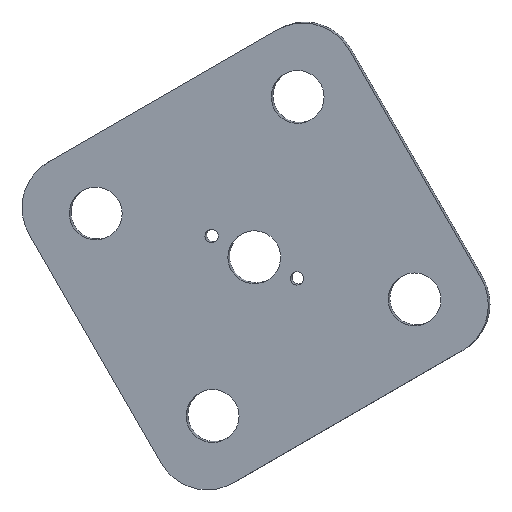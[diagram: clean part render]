
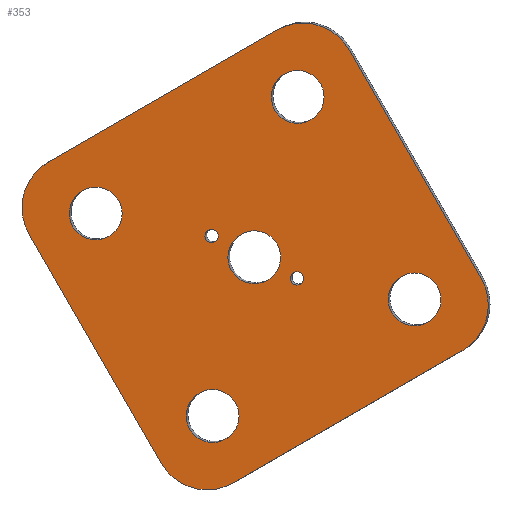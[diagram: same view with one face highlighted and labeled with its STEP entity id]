
A CAD part, front view. The second image highlights one B-rep face of the part: STEP entity #353.
In plain terms, the highlighted planar face has unit normal (-0.063, -0.997, -0.036).
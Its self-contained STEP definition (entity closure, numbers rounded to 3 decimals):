
#15=FACE_BOUND('',#59,.T.);
#16=FACE_BOUND('',#60,.T.);
#17=FACE_BOUND('',#61,.T.);
#18=FACE_BOUND('',#62,.T.);
#19=FACE_BOUND('',#63,.T.);
#20=FACE_BOUND('',#64,.T.);
#21=FACE_BOUND('',#65,.T.);
#30=PLANE('',#404);
#41=FACE_OUTER_BOUND('',#58,.T.);
#58=EDGE_LOOP('',(#266,#267,#268,#269,#270,#271,#272,#273));
#59=EDGE_LOOP('',(#274));
#60=EDGE_LOOP('',(#275));
#61=EDGE_LOOP('',(#276));
#62=EDGE_LOOP('',(#277));
#63=EDGE_LOOP('',(#278));
#64=EDGE_LOOP('',(#279));
#65=EDGE_LOOP('',(#280));
#89=LINE('',#582,#112);
#92=LINE('',#588,#115);
#93=LINE('',#592,#116);
#94=LINE('',#596,#117);
#112=VECTOR('',#475,10.);
#115=VECTOR('',#480,10.);
#116=VECTOR('',#483,10.);
#117=VECTOR('',#486,10.);
#130=CIRCLE('',#386,2.);
#134=CIRCLE('',#391,2.);
#136=CIRCLE('',#394,2.);
#140=CIRCLE('',#399,2.);
#141=CIRCLE('',#401,4.);
#143=CIRCLE('',#405,4.);
#144=CIRCLE('',#406,4.);
#145=CIRCLE('',#407,4.);
#146=CIRCLE('',#408,2.);
#147=CIRCLE('',#409,0.5);
#148=CIRCLE('',#410,0.5);
#157=VERTEX_POINT('',#543);
#160=VERTEX_POINT('',#552);
#163=VERTEX_POINT('',#559);
#166=VERTEX_POINT('',#568);
#167=VERTEX_POINT('',#572);
#168=VERTEX_POINT('',#573);
#171=VERTEX_POINT('',#581);
#173=VERTEX_POINT('',#587);
#174=VERTEX_POINT('',#589);
#175=VERTEX_POINT('',#591);
#176=VERTEX_POINT('',#593);
#177=VERTEX_POINT('',#595);
#178=VERTEX_POINT('',#598);
#179=VERTEX_POINT('',#600);
#180=VERTEX_POINT('',#602);
#191=EDGE_CURVE('',#157,#157,#130,.T.);
#196=EDGE_CURVE('',#160,#160,#134,.T.);
#199=EDGE_CURVE('',#163,#163,#136,.T.);
#204=EDGE_CURVE('',#166,#166,#140,.T.);
#205=EDGE_CURVE('',#167,#168,#141,.T.);
#209=EDGE_CURVE('',#171,#168,#89,.T.);
#212=EDGE_CURVE('',#173,#167,#92,.T.);
#213=EDGE_CURVE('',#174,#173,#143,.T.);
#214=EDGE_CURVE('',#175,#174,#93,.T.);
#215=EDGE_CURVE('',#176,#175,#144,.T.);
#216=EDGE_CURVE('',#176,#177,#94,.T.);
#217=EDGE_CURVE('',#171,#177,#145,.T.);
#218=EDGE_CURVE('',#178,#178,#146,.T.);
#219=EDGE_CURVE('',#179,#179,#147,.T.);
#220=EDGE_CURVE('',#180,#180,#148,.T.);
#266=ORIENTED_EDGE('',*,*,#205,.F.);
#267=ORIENTED_EDGE('',*,*,#212,.F.);
#268=ORIENTED_EDGE('',*,*,#213,.F.);
#269=ORIENTED_EDGE('',*,*,#214,.F.);
#270=ORIENTED_EDGE('',*,*,#215,.F.);
#271=ORIENTED_EDGE('',*,*,#216,.T.);
#272=ORIENTED_EDGE('',*,*,#217,.F.);
#273=ORIENTED_EDGE('',*,*,#209,.T.);
#274=ORIENTED_EDGE('',*,*,#191,.T.);
#275=ORIENTED_EDGE('',*,*,#196,.T.);
#276=ORIENTED_EDGE('',*,*,#199,.T.);
#277=ORIENTED_EDGE('',*,*,#204,.T.);
#278=ORIENTED_EDGE('',*,*,#218,.F.);
#279=ORIENTED_EDGE('',*,*,#219,.F.);
#280=ORIENTED_EDGE('',*,*,#220,.F.);
#353=ADVANCED_FACE('',(#41,#15,#16,#17,#18,#19,#20,#21),#30,.F.);
#386=AXIS2_PLACEMENT_3D('',#545,#434,#435);
#391=AXIS2_PLACEMENT_3D('',#554,#445,#446);
#394=AXIS2_PLACEMENT_3D('',#561,#452,#453);
#399=AXIS2_PLACEMENT_3D('',#570,#463,#464);
#401=AXIS2_PLACEMENT_3D('',#574,#467,#468);
#404=AXIS2_PLACEMENT_3D('',#586,#478,#479);
#405=AXIS2_PLACEMENT_3D('',#590,#481,#482);
#406=AXIS2_PLACEMENT_3D('',#594,#484,#485);
#407=AXIS2_PLACEMENT_3D('',#597,#487,#488);
#408=AXIS2_PLACEMENT_3D('',#599,#489,#490);
#409=AXIS2_PLACEMENT_3D('',#601,#491,#492);
#410=AXIS2_PLACEMENT_3D('',#603,#493,#494);
#434=DIRECTION('center_axis',(0.063,0.997,0.036));
#435=DIRECTION('ref_axis',(0.998,-0.063,0.));
#445=DIRECTION('center_axis',(0.063,0.997,0.036));
#446=DIRECTION('ref_axis',(0.998,-0.063,0.));
#452=DIRECTION('center_axis',(0.063,0.997,0.036));
#453=DIRECTION('ref_axis',(0.998,-0.063,0.));
#463=DIRECTION('center_axis',(0.063,0.997,0.036));
#464=DIRECTION('ref_axis',(0.998,-0.063,0.));
#467=DIRECTION('center_axis',(0.063,0.997,0.036));
#468=DIRECTION('ref_axis',(0.257,-0.051,0.965));
#475=DIRECTION('',(-0.5,0.001,0.866));
#478=DIRECTION('center_axis',(0.063,0.997,0.036));
#479=DIRECTION('ref_axis',(0.,-0.036,0.999));
#480=DIRECTION('',(0.864,-0.073,0.499));
#481=DIRECTION('center_axis',(0.063,0.997,0.036));
#482=DIRECTION('ref_axis',(-0.964,0.052,0.26));
#483=DIRECTION('',(-0.5,0.001,0.866));
#484=DIRECTION('center_axis',(0.063,0.997,0.036));
#485=DIRECTION('ref_axis',(-0.257,0.051,-0.965));
#486=DIRECTION('',(0.864,-0.073,0.499));
#487=DIRECTION('center_axis',(0.063,0.997,0.036));
#488=DIRECTION('ref_axis',(0.964,-0.052,-0.26));
#489=DIRECTION('center_axis',(-0.063,-0.997,-0.036));
#490=DIRECTION('ref_axis',(0.5,-0.001,-0.866));
#491=DIRECTION('center_axis',(-0.063,-0.997,-0.036));
#492=DIRECTION('ref_axis',(0.5,-0.001,-0.866));
#493=DIRECTION('center_axis',(-0.063,-0.997,-0.036));
#494=DIRECTION('ref_axis',(0.5,-0.001,-0.866));
#543=CARTESIAN_POINT('',(7.334,0.933,44.109));
#545=CARTESIAN_POINT('Origin',(9.33,0.806,44.109));
#552=CARTESIAN_POINT('',(0.904,2.21,19.984));
#554=CARTESIAN_POINT('Origin',(2.9,2.083,19.984));
#559=CARTESIAN_POINT('',(16.172,0.923,28.799));
#561=CARTESIAN_POINT('Origin',(18.168,0.796,28.799));
#568=CARTESIAN_POINT('',(-7.935,2.22,35.294));
#570=CARTESIAN_POINT('Origin',(-5.939,2.093,35.294));
#572=CARTESIAN_POINT('',(7.753,0.725,49.158));
#573=CARTESIAN_POINT('',(13.207,0.431,47.688));
#574=CARTESIAN_POINT('Origin',(9.752,0.722,45.694));
#581=CARTESIAN_POINT('',(23.207,0.42,30.367));
#582=CARTESIAN_POINT('',(21.707,0.422,32.966));
#586=CARTESIAN_POINT('Origin',(1.767,1.812,29.518));
#587=CARTESIAN_POINT('',(-9.522,2.18,39.184));
#588=CARTESIAN_POINT('',(-12.977,2.472,37.19));
#589=CARTESIAN_POINT('',(-10.977,2.469,33.725));
#590=CARTESIAN_POINT('Origin',(-7.522,2.178,35.72));
#591=CARTESIAN_POINT('',(-0.978,2.458,16.405));
#592=CARTESIAN_POINT('',(-2.474,2.46,18.996));
#593=CARTESIAN_POINT('',(4.477,2.165,14.935));
#594=CARTESIAN_POINT('Origin',(2.477,2.167,18.399));
#595=CARTESIAN_POINT('',(21.752,0.709,24.909));
#596=CARTESIAN_POINT('',(14.842,1.291,20.919));
#597=CARTESIAN_POINT('Origin',(19.752,0.711,28.373));
#598=CARTESIAN_POINT('',(5.048,1.452,33.722));
#599=CARTESIAN_POINT('Origin',(6.048,1.451,31.99));
#600=CARTESIAN_POINT('',(9.026,1.304,30.822));
#601=CARTESIAN_POINT('Origin',(9.276,1.304,30.389));
#602=CARTESIAN_POINT('',(2.571,1.599,34.024));
#603=CARTESIAN_POINT('Origin',(2.821,1.598,33.591));
